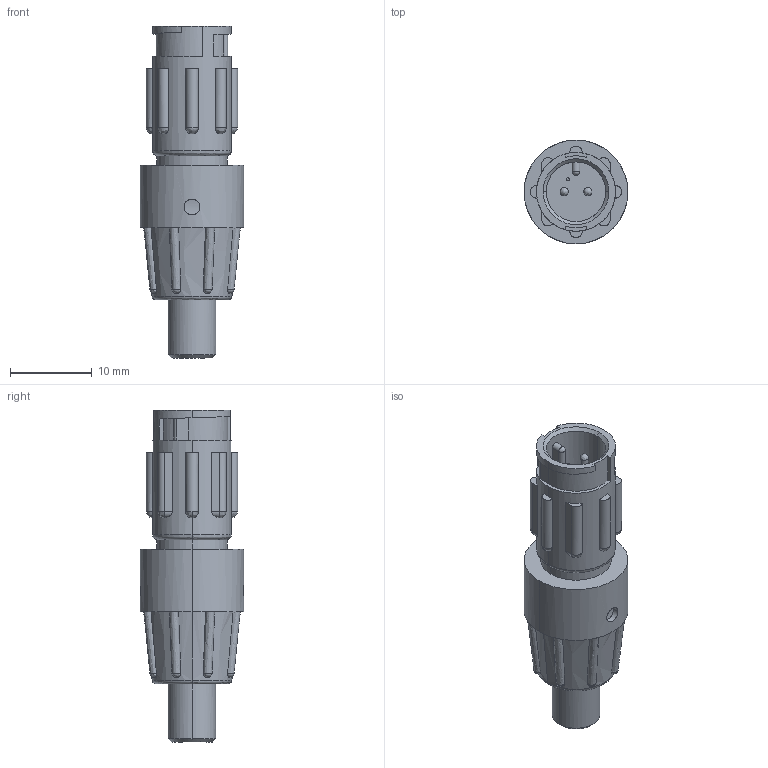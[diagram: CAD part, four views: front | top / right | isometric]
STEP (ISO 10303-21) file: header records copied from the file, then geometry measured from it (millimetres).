
FILE_DESCRIPTION (( 'STEP AP203' ), '1' );
FILE_NAME ('18280-2PG-3XX.STEP', '2018-01-03T14:46:18', ( '' ), ( '' ), 'SwSTEP 2.0', 'SolidWorks 2017', '' );
FILE_SCHEMA (( 'CONFIG_CONTROL_DESIGN' ));
Length unit declared in the file: inch
Products named in the file (1): 18280-2PG-3XX
Bounding box: 12.7 x 12.7 x 40.64 mm (x, y, z)
Volume: 2741.1 mm3; surface area: 1982.9 mm2
Topology: 1 solids, 1 shells, 159 faces, 443 edges, 293 vertices
Faces by surface type: plane 60, cylinder 58, bspline 35, cone 6
Entity records: 11629 total; most frequent: CARTESIAN_POINT 8036, ORIENTED_EDGE 870, DIRECTION 517, EDGE_CURVE 435, VERTEX_POINT 293, B_SPLINE_CURVE_WITH_KNOTS 233, AXIS2_PLACEMENT_3D 193, EDGE_LOOP 174
